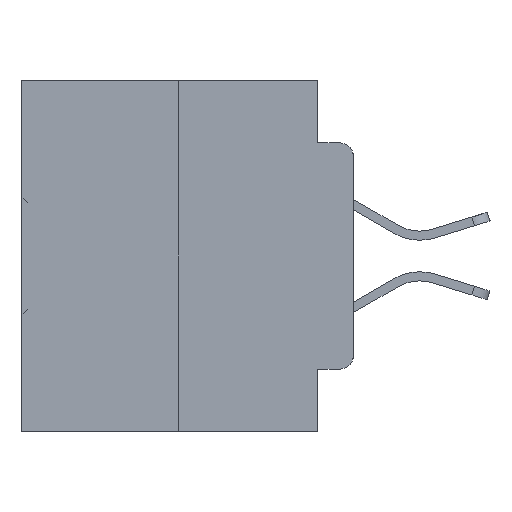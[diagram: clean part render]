
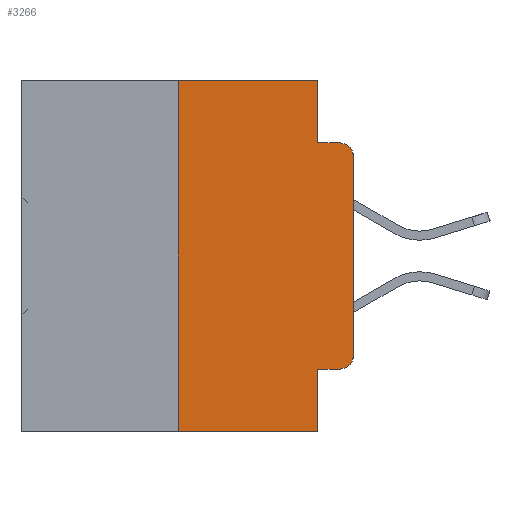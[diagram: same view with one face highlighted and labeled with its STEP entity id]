
A CAD part, left-side view. The second image highlights one B-rep face of the part: STEP entity #3266.
In plain terms, the highlighted planar face has unit normal (-1, 0, 0).
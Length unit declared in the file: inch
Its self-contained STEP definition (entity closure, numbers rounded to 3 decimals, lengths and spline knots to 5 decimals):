
#42 = LINE ( 'NONE', #8836, #30685 ) ;
#577 = DIRECTION ( 'NONE',  ( 0., 0., -1. ) ) ;
#1029 = ORIENTED_EDGE ( 'NONE', *, *, #4818, .T. ) ;
#1119 = DIRECTION ( 'NONE',  ( 0., 0., -1. ) ) ;
#1844 = LINE ( 'NONE', #12785, #25923 ) ;
#1848 = ORIENTED_EDGE ( 'NONE', *, *, #35512, .F. ) ;
#1977 = DIRECTION ( 'NONE',  ( 0., 0., -1. ) ) ;
#2959 = DIRECTION ( 'NONE',  ( 0., -1., 0. ) ) ;
#3075 = EDGE_CURVE ( 'NONE', #23068, #35491, #27047, .T. ) ;
#3266 = ADVANCED_FACE ( 'NONE', ( #16140 ), #4678, .F. ) ;
#4678 = PLANE ( 'NONE',  #25900 ) ;
#4818 = EDGE_CURVE ( 'NONE', #32919, #23068, #10045, .T. ) ;
#4989 = VERTEX_POINT ( 'NONE', #21884 ) ;
#5088 = EDGE_LOOP ( 'NONE', ( #1029, #9635, #15599, #19827, #1848, #20130, #25448, #27098, #33325, #33558 ) ) ;
#5840 = VERTEX_POINT ( 'NONE', #33154 ) ;
#6332 = VECTOR ( 'NONE', #8200, 39.37008 ) ;
#6418 = VERTEX_POINT ( 'NONE', #27676 ) ;
#8200 = DIRECTION ( 'NONE',  ( 0., 0., 1. ) ) ;
#8530 = VERTEX_POINT ( 'NONE', #20785 ) ;
#8836 = CARTESIAN_POINT ( 'NONE',  ( 0., 0.051, 0. ) ) ;
#9060 = EDGE_CURVE ( 'NONE', #22018, #6418, #42, .T. ) ;
#9107 = VECTOR ( 'NONE', #32286, 39.37008 ) ;
#9635 = ORIENTED_EDGE ( 'NONE', *, *, #3075, .T. ) ;
#9719 = CARTESIAN_POINT ( 'NONE',  ( 0., 0.051, -0.0885 ) ) ;
#10045 = LINE ( 'NONE', #12211, #21129 ) ;
#10251 = CARTESIAN_POINT ( 'NONE',  ( 0., 0.473, 0. ) ) ;
#10712 = CARTESIAN_POINT ( 'NONE',  ( 0., 0.051, 0. ) ) ;
#11032 = LINE ( 'NONE', #21983, #26741 ) ;
#11901 = EDGE_CURVE ( 'NONE', #19498, #32919, #33131, .T. ) ;
#11949 = CARTESIAN_POINT ( 'NONE',  ( 0., 0.02, -0.3915 ) ) ;
#12211 = CARTESIAN_POINT ( 'NONE',  ( 0., 0., 0. ) ) ;
#12242 = CARTESIAN_POINT ( 'NONE',  ( 0., 0.02, -0.1085 ) ) ;
#12785 = CARTESIAN_POINT ( 'NONE',  ( 0., 0.051, -0.4115 ) ) ;
#13568 = LINE ( 'NONE', #32892, #6332 ) ;
#14430 = DIRECTION ( 'NONE',  ( 0., 0., -1. ) ) ;
#15111 = EDGE_CURVE ( 'NONE', #5840, #8530, #13568, .T. ) ;
#15599 = ORIENTED_EDGE ( 'NONE', *, *, #32960, .F. ) ;
#15604 = DIRECTION ( 'NONE',  ( 1., 0., 0. ) ) ;
#15631 = DIRECTION ( 'NONE',  ( 0., -1., 0. ) ) ;
#16121 = CARTESIAN_POINT ( 'NONE',  ( 0., 0., -0.1085 ) ) ;
#16140 = FACE_OUTER_BOUND ( 'NONE', #5088, .T. ) ;
#16750 = CARTESIAN_POINT ( 'NONE',  ( 0., 0.02, -0.0885 ) ) ;
#16753 = CARTESIAN_POINT ( 'NONE',  ( 0., 0.051, -0.4115 ) ) ;
#17035 = VECTOR ( 'NONE', #26735, 39.37008 ) ;
#17778 = DIRECTION ( 'NONE',  ( 0., -1., 0. ) ) ;
#18145 = DIRECTION ( 'NONE',  ( -1., 0., 0. ) ) ;
#18174 = LINE ( 'NONE', #31775, #9107 ) ;
#19498 = VERTEX_POINT ( 'NONE', #20965 ) ;
#19827 = ORIENTED_EDGE ( 'NONE', *, *, #9060, .F. ) ;
#20130 = ORIENTED_EDGE ( 'NONE', *, *, #15111, .F. ) ;
#20785 = CARTESIAN_POINT ( 'NONE',  ( 0., 0.25, 0. ) ) ;
#20965 = CARTESIAN_POINT ( 'NONE',  ( 0., 0.02, -0.4115 ) ) ;
#21129 = VECTOR ( 'NONE', #29149, 39.37008 ) ;
#21884 = CARTESIAN_POINT ( 'NONE',  ( 0., 0.051, -0.5 ) ) ;
#21983 = CARTESIAN_POINT ( 'NONE',  ( 0., 0.473, 0. ) ) ;
#22018 = VERTEX_POINT ( 'NONE', #28764 ) ;
#22549 = DIRECTION ( 'NONE',  ( -1., 0., 0. ) ) ;
#22730 = AXIS2_PLACEMENT_3D ( 'NONE', #11949, #22549, #14430 ) ;
#23068 = VERTEX_POINT ( 'NONE', #16121 ) ;
#25448 = ORIENTED_EDGE ( 'NONE', *, *, #29044, .T. ) ;
#25523 = VECTOR ( 'NONE', #17778, 39.37008 ) ;
#25900 = AXIS2_PLACEMENT_3D ( 'NONE', #10251, #15604, #1977 ) ;
#25923 = VECTOR ( 'NONE', #15631, 39.37008 ) ;
#26287 = EDGE_CURVE ( 'NONE', #28676, #4989, #35427, .T. ) ;
#26735 = DIRECTION ( 'NONE',  ( 0., 0., -1. ) ) ;
#26741 = VECTOR ( 'NONE', #2959, 39.37008 ) ;
#27047 = CIRCLE ( 'NONE', #30524, 0.02 ) ;
#27098 = ORIENTED_EDGE ( 'NONE', *, *, #26287, .F. ) ;
#27676 = CARTESIAN_POINT ( 'NONE',  ( 0., 0.051, -0.0885 ) ) ;
#28628 = LINE ( 'NONE', #9719, #25523 ) ;
#28676 = VERTEX_POINT ( 'NONE', #16753 ) ;
#28764 = CARTESIAN_POINT ( 'NONE',  ( 0., 0.051, 0. ) ) ;
#29044 = EDGE_CURVE ( 'NONE', #5840, #4989, #18174, .T. ) ;
#29149 = DIRECTION ( 'NONE',  ( 0., 0., 1. ) ) ;
#30524 = AXIS2_PLACEMENT_3D ( 'NONE', #12242, #18145, #1119 ) ;
#30639 = CARTESIAN_POINT ( 'NONE',  ( 0., 0., -0.3915 ) ) ;
#30685 = VECTOR ( 'NONE', #577, 39.37008 ) ;
#31775 = CARTESIAN_POINT ( 'NONE',  ( 0., 0.473, -0.5 ) ) ;
#31943 = EDGE_CURVE ( 'NONE', #28676, #19498, #1844, .T. ) ;
#32286 = DIRECTION ( 'NONE',  ( 0., -1., 0. ) ) ;
#32892 = CARTESIAN_POINT ( 'NONE',  ( 0., 0.25, 0. ) ) ;
#32919 = VERTEX_POINT ( 'NONE', #30639 ) ;
#32960 = EDGE_CURVE ( 'NONE', #6418, #35491, #28628, .T. ) ;
#33131 = CIRCLE ( 'NONE', #22730, 0.02 ) ;
#33154 = CARTESIAN_POINT ( 'NONE',  ( 0., 0.25, -0.5 ) ) ;
#33325 = ORIENTED_EDGE ( 'NONE', *, *, #31943, .T. ) ;
#33558 = ORIENTED_EDGE ( 'NONE', *, *, #11901, .T. ) ;
#35427 = LINE ( 'NONE', #10712, #17035 ) ;
#35491 = VERTEX_POINT ( 'NONE', #16750 ) ;
#35512 = EDGE_CURVE ( 'NONE', #8530, #22018, #11032, .T. ) ;
